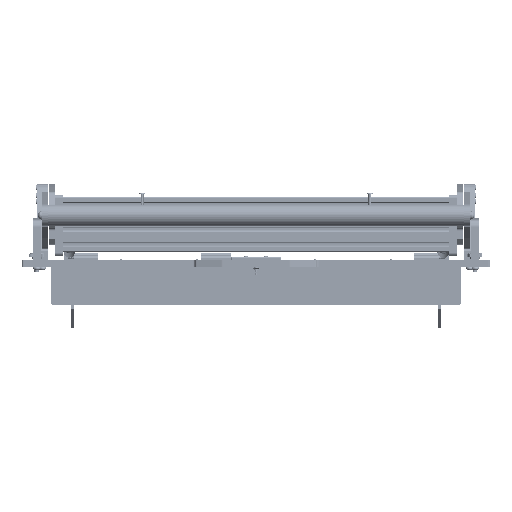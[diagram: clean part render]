
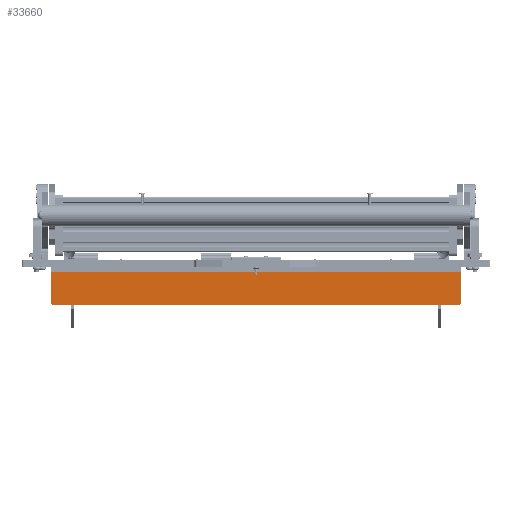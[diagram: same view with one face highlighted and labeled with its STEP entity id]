
A CAD part, front view. The second image highlights one B-rep face of the part: STEP entity #33660.
In plain terms, the highlighted face is planar.
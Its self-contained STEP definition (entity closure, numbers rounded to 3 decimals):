
#2002 = LINE ( 'NONE', #11481, #37490 ) ;
#8570 = VERTEX_POINT ( 'NONE', #10092 ) ;
#10092 = CARTESIAN_POINT ( 'NONE',  ( -6., -47., 270. ) ) ;
#11481 = CARTESIAN_POINT ( 'NONE',  ( -6., -6., 270. ) ) ;
#16550 = CARTESIAN_POINT ( 'NONE',  ( -6., -50., -267. ) ) ;
#18459 = DIRECTION ( 'NONE',  ( 0., -0.707, 0.707 ) ) ;
#19823 = VECTOR ( 'NONE', #54886, 1000. ) ;
#22365 = LINE ( 'NONE', #47398, #19823 ) ;
#22747 = PLANE ( 'NONE',  #24568 ) ;
#24568 = AXIS2_PLACEMENT_3D ( 'NONE', #103663, #63258, #71368 ) ;
#26335 = CARTESIAN_POINT ( 'NONE',  ( -6., -47., 270. ) ) ;
#28248 = LINE ( 'NONE', #88698, #47265 ) ;
#29765 = VECTOR ( 'NONE', #18459, 1000. ) ;
#33660 = ADVANCED_FACE ( 'NONE', ( #95676 ), #22747, .F. ) ;
#33886 = CARTESIAN_POINT ( 'NONE',  ( -6., -47., -270. ) ) ;
#35703 = CARTESIAN_POINT ( 'NONE',  ( -6., -6., -270. ) ) ;
#37490 = VECTOR ( 'NONE', #68270, 1000. ) ;
#39199 = VERTEX_POINT ( 'NONE', #49451 ) ;
#42785 = VERTEX_POINT ( 'NONE', #35703 ) ;
#47265 = VECTOR ( 'NONE', #48570, 1000. ) ;
#47398 = CARTESIAN_POINT ( 'NONE',  ( -6., -6., -270. ) ) ;
#48211 = CARTESIAN_POINT ( 'NONE',  ( -6., -50., 270. ) ) ;
#48570 = DIRECTION ( 'NONE',  ( 0., -1., 0. ) ) ;
#49451 = CARTESIAN_POINT ( 'NONE',  ( -6., -6., 270. ) ) ;
#54886 = DIRECTION ( 'NONE',  ( 0., -1., 0. ) ) ;
#55327 = ORIENTED_EDGE ( 'NONE', *, *, #75417, .F. ) ;
#56408 = DIRECTION ( 'NONE',  ( 0., 0., -1. ) ) ;
#56475 = ORIENTED_EDGE ( 'NONE', *, *, #80054, .T. ) ;
#63258 = DIRECTION ( 'NONE',  ( 1., 0., 0. ) ) ;
#63455 = ORIENTED_EDGE ( 'NONE', *, *, #82705, .F. ) ;
#66077 = VECTOR ( 'NONE', #84160, 1000. ) ;
#68270 = DIRECTION ( 'NONE',  ( 0., 0., -1. ) ) ;
#71368 = DIRECTION ( 'NONE',  ( 0., 1., 0. ) ) ;
#74937 = VERTEX_POINT ( 'NONE', #16550 ) ;
#75417 = EDGE_CURVE ( 'NONE', #99766, #74937, #80892, .T. ) ;
#77050 = ORIENTED_EDGE ( 'NONE', *, *, #91482, .T. ) ;
#80054 = EDGE_CURVE ( 'NONE', #42785, #101042, #22365, .T. ) ;
#80892 = LINE ( 'NONE', #48211, #86013 ) ;
#81487 = EDGE_LOOP ( 'NONE', ( #55327, #102675, #63455, #105126, #56475, #77050 ) ) ;
#82705 = EDGE_CURVE ( 'NONE', #39199, #8570, #28248, .T. ) ;
#84160 = DIRECTION ( 'NONE',  ( 0., 0.707, 0.707 ) ) ;
#86013 = VECTOR ( 'NONE', #56408, 1000. ) ;
#88623 = EDGE_CURVE ( 'NONE', #99766, #8570, #88954, .T. ) ;
#88698 = CARTESIAN_POINT ( 'NONE',  ( -6., -6., 270. ) ) ;
#88954 = LINE ( 'NONE', #26335, #66077 ) ;
#90806 = LINE ( 'NONE', #91208, #29765 ) ;
#91208 = CARTESIAN_POINT ( 'NONE',  ( -6., -50., -267. ) ) ;
#91482 = EDGE_CURVE ( 'NONE', #101042, #74937, #90806, .T. ) ;
#92694 = CARTESIAN_POINT ( 'NONE',  ( -6., -50., 267. ) ) ;
#95676 = FACE_OUTER_BOUND ( 'NONE', #81487, .T. ) ;
#99766 = VERTEX_POINT ( 'NONE', #92694 ) ;
#101042 = VERTEX_POINT ( 'NONE', #33886 ) ;
#102675 = ORIENTED_EDGE ( 'NONE', *, *, #88623, .T. ) ;
#103663 = CARTESIAN_POINT ( 'NONE',  ( -6., -6., 270. ) ) ;
#104387 = EDGE_CURVE ( 'NONE', #39199, #42785, #2002, .T. ) ;
#105126 = ORIENTED_EDGE ( 'NONE', *, *, #104387, .T. ) ;
